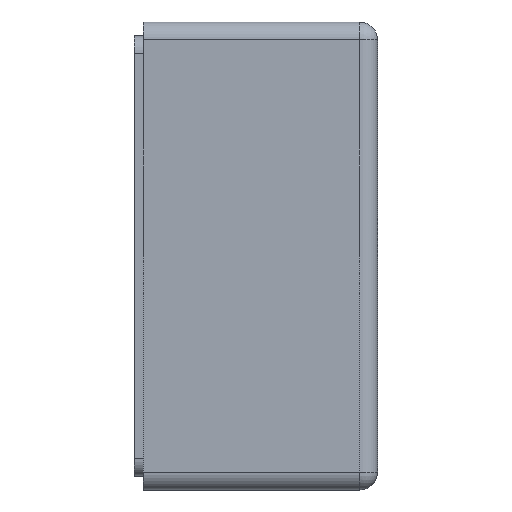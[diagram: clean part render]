
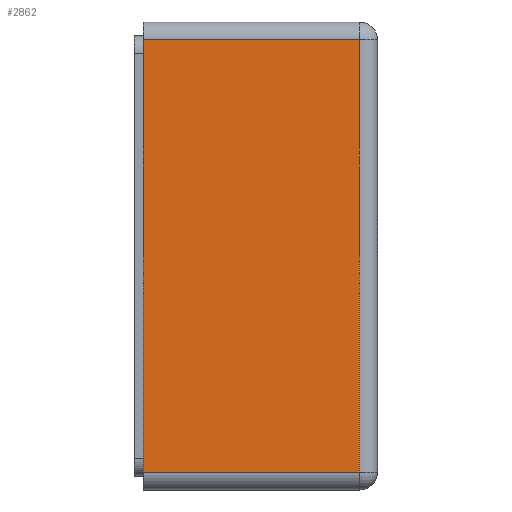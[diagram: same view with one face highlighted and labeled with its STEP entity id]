
A CAD part, left-side view. The second image highlights one B-rep face of the part: STEP entity #2862.
In plain terms, the highlighted planar face has unit normal (-1, 0, 0).
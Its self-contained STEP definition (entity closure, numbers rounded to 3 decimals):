
#30=DIRECTION('',(0.,1.,0.));
#31=VECTOR('',#30,12.);
#32=CARTESIAN_POINT('',(-21.5,1.,12.));
#33=LINE('',#32,#31);
#53=DIRECTION('',(0.,0.,1.));
#54=VECTOR('',#53,24.);
#55=CARTESIAN_POINT('',(-21.5,1.,-12.));
#56=LINE('',#55,#54);
#65=DIRECTION('',(0.,-1.,0.));
#66=VECTOR('',#65,12.);
#67=CARTESIAN_POINT('',(-21.5,13.,-12.));
#68=LINE('',#67,#66);
#170=DIRECTION('',(0.,0.,-1.));
#171=VECTOR('',#170,24.);
#172=CARTESIAN_POINT('',(-21.5,13.,12.));
#173=LINE('',#172,#171);
#2177=CARTESIAN_POINT('',(-21.5,1.,12.));
#2178=VERTEX_POINT('',#2177);
#2179=CARTESIAN_POINT('',(-21.5,13.,12.));
#2180=VERTEX_POINT('',#2179);
#2181=CARTESIAN_POINT('',(-21.5,1.,-12.));
#2182=VERTEX_POINT('',#2181);
#2183=CARTESIAN_POINT('',(-21.5,13.,-12.));
#2184=VERTEX_POINT('',#2183);
#2849=CARTESIAN_POINT('',(-21.5,0.,-13.));
#2850=DIRECTION('',(-1.,0.,0.));
#2851=DIRECTION('',(0.,0.,1.));
#2852=AXIS2_PLACEMENT_3D('',#2849,#2850,#2851);
#2853=PLANE('',#2852);
#2854=ORIENTED_EDGE('',*,*,#2840,.F.);
#2856=ORIENTED_EDGE('',*,*,#2855,.F.);
#2858=ORIENTED_EDGE('',*,*,#2857,.F.);
#2859=ORIENTED_EDGE('',*,*,#2815,.F.);
#2860=EDGE_LOOP('',(#2854,#2856,#2858,#2859));
#2861=FACE_OUTER_BOUND('',#2860,.F.);
#2862=ADVANCED_FACE('',(#2861),#2853,.T.);
#2815=EDGE_CURVE('',#2178,#2180,#33,.T.);
#2840=EDGE_CURVE('',#2182,#2178,#56,.T.);
#2855=EDGE_CURVE('',#2184,#2182,#68,.T.);
#2857=EDGE_CURVE('',#2180,#2184,#173,.T.);
